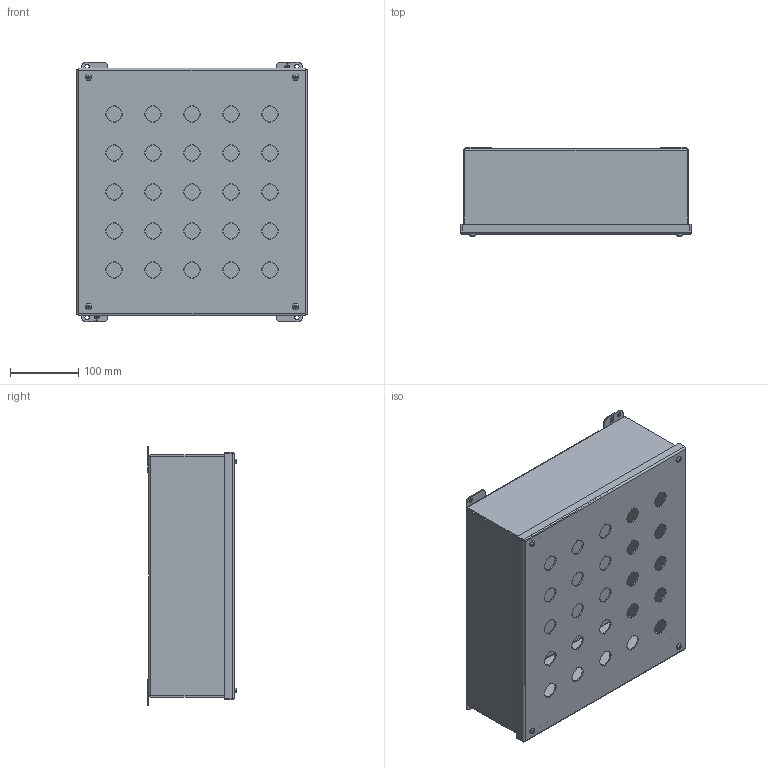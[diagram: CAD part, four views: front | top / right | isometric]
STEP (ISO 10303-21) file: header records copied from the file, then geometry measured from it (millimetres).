
FILE_DESCRIPTION (( 'STEP AP203' ), '1' );
FILE_NAME ('1437MX_Default.step', '2019-11-08T19:15:45', ( '' ), ( '' ), 'SwSTEP 2.0', 'SolidWorks 2019', '' );
FILE_SCHEMA (( 'CONFIG_CONTROL_DESIGN' ));
Length unit declared in the file: inch
Products named in the file (1): 1437MX_Default
Bounding box: 338.12 x 130.09 x 381 mm (x, y, z)
Volume: 855648.5 mm3; surface area: 904098.7 mm2
Topology: 23 solids, 23 shells, 1115 faces, 3024 edges, 1983 vertices
Faces by surface type: plane 799, cylinder 260, cone 24, bspline 24, torus 8
Entity records: 36013 total; most frequent: CARTESIAN_POINT 7553, ORIENTED_EDGE 6044, DIRECTION 5652, EDGE_CURVE 3022, VECTOR 2288, LINE 2288, VERTEX_POINT 1983, AXIS2_PLACEMENT_3D 1682
